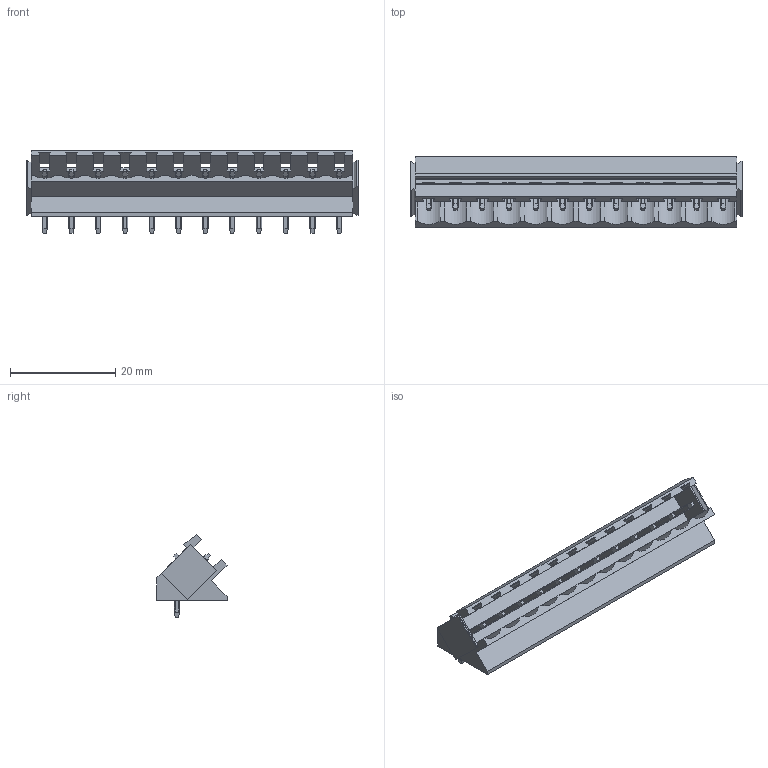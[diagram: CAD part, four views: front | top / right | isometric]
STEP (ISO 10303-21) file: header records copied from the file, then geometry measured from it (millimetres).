
FILE_DESCRIPTION(('CATIA V5 STEP Exchange','CAx-IF Rec.Pracs.--- Model Styling and Organization---1.2---2011-12-15'),'2;1');
FILE_NAME ('D1453242_0_1605630000_1605630000.stp','2018-10-10T04:54:42+00:00',('none'),('Weidmueller'),'CATIA Version 5-6 Release 2014','CATIA V5 STEP AP214','none');
FILE_SCHEMA(('AUTOMOTIVE_DESIGN { 1 0 10303 214 1 1 1 1 }'));
Length unit declared in the file: millimetre
Products named in the file (1): 1605630000
Bounding box: 62.96 x 13.3 x 15.67 mm (x, y, z)
Volume: 3824.6 mm3; surface area: 5188 mm2
Topology: 13 solids, 13 shells, 634 faces, 1740 edges, 1108 vertices
Faces by surface type: plane 428, cylinder 206
Entity records: 22172 total; most frequent: CARTESIAN_POINT 7494, ORIENTED_EDGE 3480, DIRECTION 2294, EDGE_CURVE 1740, VECTOR 1328, LINE 1328, VERTEX_POINT 1108, EDGE_LOOP 658
